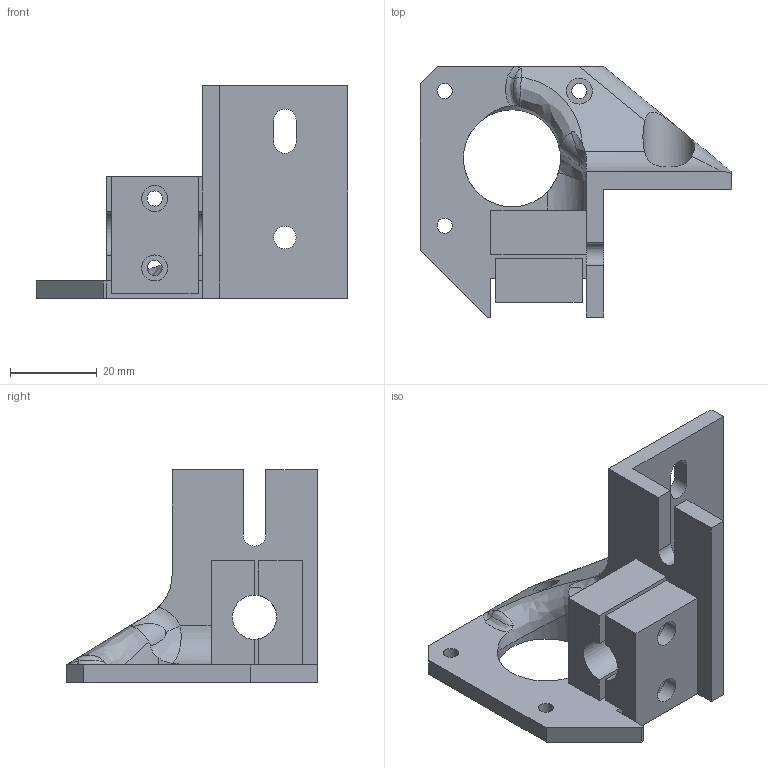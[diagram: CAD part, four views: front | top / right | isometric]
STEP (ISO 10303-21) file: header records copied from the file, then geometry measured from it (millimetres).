
FILE_DESCRIPTION(('CATIA V5 STEP Exchange'),'2;1');
FILE_NAME('HYPERCUBE-EVO-0015_NGEN.stp','2018-08-25T14:02:39+00:00',('none'),('none'),'CATIA Version 5 Release 21 GA (IN-10)','CATIA V5 STEP AP203','none');
FILE_SCHEMA(('CONFIG_CONTROL_DESIGN'));
Length unit declared in the file: millimetre
Products named in the file (1): HYPERCUBE-EVO-0015_NGEN
Bounding box: 71.8 x 57.8 x 49 mm (x, y, z)
Volume: 31966.3 mm3; surface area: 15572.3 mm2
Topology: 2 solids, 2 shells, 102 faces, 281 edges, 186 vertices
Faces by surface type: plane 56, cylinder 39, bspline 7
Entity records: 3995 total; most frequent: CARTESIAN_POINT 1513, ORIENTED_EDGE 562, DIRECTION 379, EDGE_CURVE 281, VERTEX_POINT 186, VECTOR 175, LINE 175, AXIS2_PLACEMENT_3D 137
